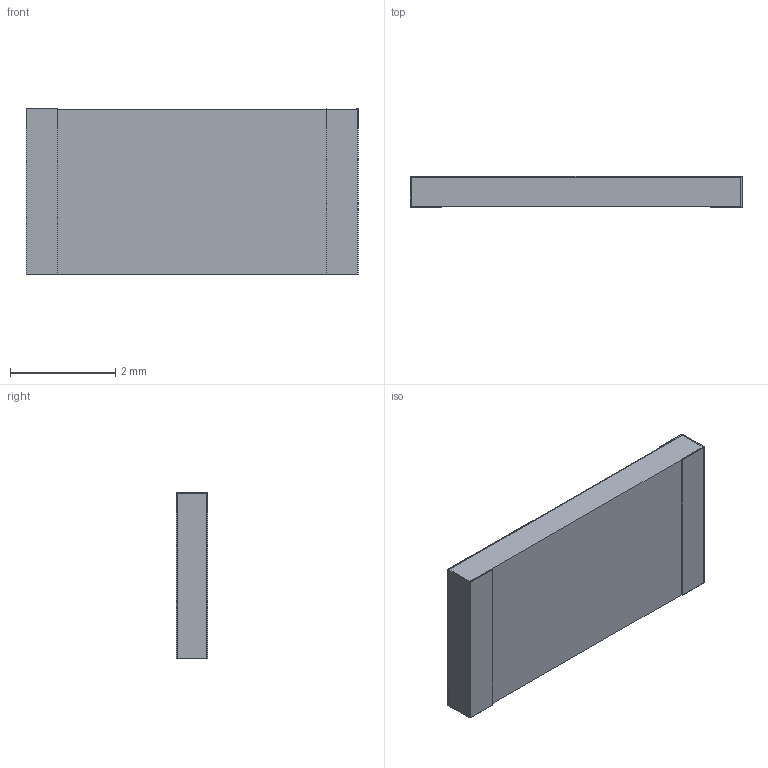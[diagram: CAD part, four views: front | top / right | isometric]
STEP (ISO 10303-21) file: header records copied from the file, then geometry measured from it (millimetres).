
FILE_DESCRIPTION (( 'STEP AP214' ), '1' );
FILE_NAME ('User Library-R SMD 2512.STEP', '2018-02-25T14:13:29', ( '' ), ( '' ), 'SwSTEP 2.0', 'SolidWorks 2018', '' );
FILE_SCHEMA (( 'AUTOMOTIVE_DESIGN' ));
Length unit declared in the file: millimetre
Products named in the file (4): User Library-R SMD 2512_2512 OPIS; User Library-R SMD 2512; User Library-R SMD 2512_2512 PAD; User Library-R SMD 2512_2512 BODY
Assembly tree (4 placements, depth 2):
  User Library-R SMD 2512
    User Library-R SMD 2512_2512 BODY
    User Library-R SMD 2512_2512 PAD  x2
    User Library-R SMD 2512_2512 OPIS
Bounding box: 6.3 x 0.6 x 3.15 mm (x, y, z)
Volume: 11.5 mm3; surface area: 104.8 mm2
Topology: 4 solids, 4 shells, 90 faces, 234 edges, 156 vertices
Faces by surface type: plane 57, bspline 29, cylinder 4
Entity records: 4674 total; most frequent: CARTESIAN_POINT 1930, ORIENTED_EDGE 408, DIRECTION 262, EDGE_CURVE 204, LINE 142, VECTOR 142, VERTEX_POINT 136, UNCERTAINTY_MEASURE_WITH_UNIT 88
